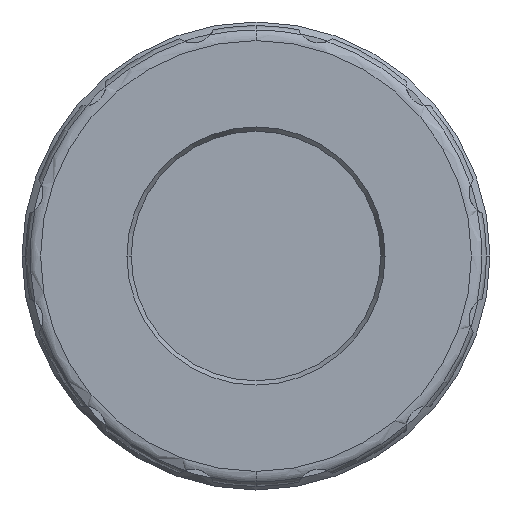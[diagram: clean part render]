
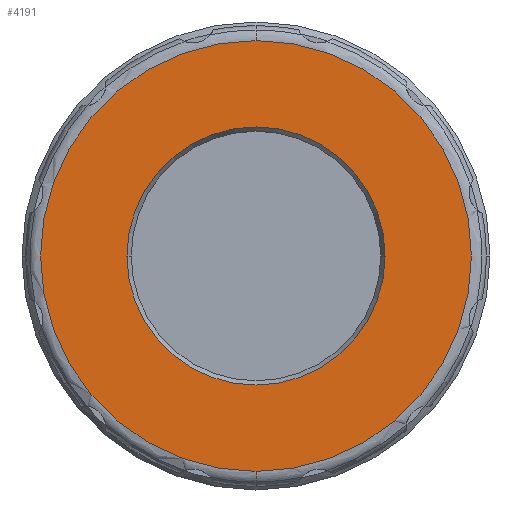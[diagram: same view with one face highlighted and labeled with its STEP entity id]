
A CAD part, front view. The second image highlights one B-rep face of the part: STEP entity #4191.
In plain terms, the highlighted planar face has unit normal (0, -1, 0).
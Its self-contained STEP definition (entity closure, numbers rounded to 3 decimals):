
#1389=CARTESIAN_POINT('',(0.,0.,0.));
#1390=DIRECTION('',(0.,-1.,0.));
#1391=DIRECTION('',(1.,0.,0.));
#1392=AXIS2_PLACEMENT_3D('',#1389,#1390,#1391);
#1394=CARTESIAN_POINT('',(0.,0.,0.));
#1395=DIRECTION('',(0.,-1.,0.));
#1396=DIRECTION('',(0.,0.,-1.));
#1397=AXIS2_PLACEMENT_3D('',#1394,#1395,#1396);
#1399=CARTESIAN_POINT('',(0.,0.,0.));
#1400=DIRECTION('',(0.,-1.,0.));
#1401=DIRECTION('',(0.,0.,1.));
#1402=AXIS2_PLACEMENT_3D('',#1399,#1400,#1401);
#1404=CARTESIAN_POINT('',(0.,0.,0.));
#1405=DIRECTION('',(0.,1.,0.));
#1406=DIRECTION('',(1.,0.,0.));
#1407=AXIS2_PLACEMENT_3D('',#1404,#1405,#1406);
#1409=CARTESIAN_POINT('',(0.,0.,0.));
#1410=DIRECTION('',(0.,1.,0.));
#1411=DIRECTION('',(-1.,0.,0.));
#1412=AXIS2_PLACEMENT_3D('',#1409,#1410,#1411);
#2582=CARTESIAN_POINT('',(8.689,0.,0.));
#2584=VERTEX_POINT('',#2582);
#2586=CARTESIAN_POINT('',(-8.689,0.,0.));
#2588=VERTEX_POINT('',#2586);
#2609=CARTESIAN_POINT('',(0.,0.,-14.5));
#2610=VERTEX_POINT('',#2609);
#2611=CARTESIAN_POINT('',(0.,0.,14.5));
#2613=VERTEX_POINT('',#2611);
#2653=CARTESIAN_POINT('',(14.5,0.,0.));
#2654=VERTEX_POINT('',#2653);
#4175=CARTESIAN_POINT('',(0.,0.,0.));
#4176=DIRECTION('',(0.,1.,0.));
#4177=DIRECTION('',(0.,0.,1.));
#4178=AXIS2_PLACEMENT_3D('',#4175,#4176,#4177);
#4179=PLANE('',#4178);
#4180=ORIENTED_EDGE('',*,*,#3857,.F.);
#4181=ORIENTED_EDGE('',*,*,#3855,.F.);
#4182=ORIENTED_EDGE('',*,*,#4153,.F.);
#4183=EDGE_LOOP('',(#4180,#4181,#4182));
#4184=FACE_OUTER_BOUND('',#4183,.F.);
#4186=ORIENTED_EDGE('',*,*,#4185,.F.);
#4188=ORIENTED_EDGE('',*,*,#4187,.F.);
#4189=EDGE_LOOP('',(#4186,#4188));
#4190=FACE_BOUND('',#4189,.F.);
#1393=CIRCLE('',#1392,14.5);
#1398=CIRCLE('',#1397,14.5);
#1403=CIRCLE('',#1402,14.5);
#1408=CIRCLE('',#1407,8.689);
#1413=CIRCLE('',#1412,8.689);
#3855=EDGE_CURVE('',#2610,#2654,#1398,.T.);
#3857=EDGE_CURVE('',#2654,#2613,#1393,.T.);
#4153=EDGE_CURVE('',#2613,#2610,#1403,.T.);
#4185=EDGE_CURVE('',#2584,#2588,#1408,.T.);
#4187=EDGE_CURVE('',#2588,#2584,#1413,.T.);
#4191=ADVANCED_FACE('',(#4184,#4190),#4179,.F.);
